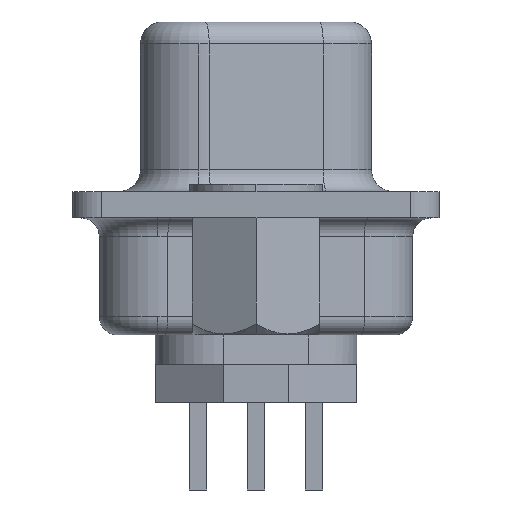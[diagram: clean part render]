
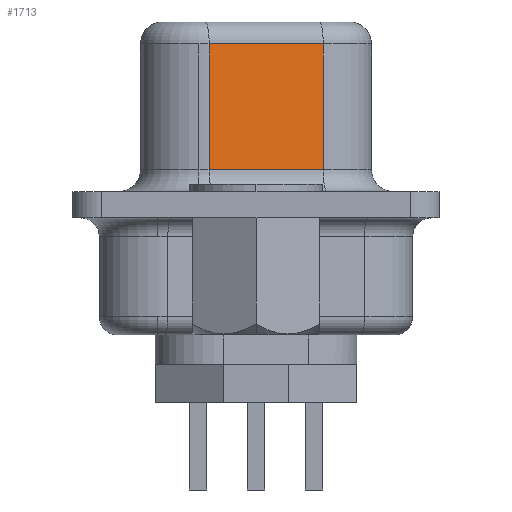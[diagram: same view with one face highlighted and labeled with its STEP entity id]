
A CAD part, left-side view. The second image highlights one B-rep face of the part: STEP entity #1713.
In plain terms, the highlighted planar face has unit normal (-0.985, -0.174, 0).
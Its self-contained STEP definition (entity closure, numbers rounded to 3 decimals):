
#240 = LINE ( 'NONE', #8690, #1212 ) ;
#297 = LINE ( 'NONE', #3249, #745 ) ;
#381 = LINE ( 'NONE', #8876, #1197 ) ;
#427 = VECTOR ( 'NONE', #4747, 1000. ) ;
#745 = VECTOR ( 'NONE', #3252, 1000. ) ;
#1197 = VECTOR ( 'NONE', #8884, 1000. ) ;
#1204 = LINE ( 'NONE', #4796, #427 ) ;
#1212 = VECTOR ( 'NONE', #8671, 1000. ) ;
#1713 = ADVANCED_FACE ( 'NONE', ( #2681 ), #7727, .F. ) ;
#2681 = FACE_OUTER_BOUND ( 'NONE', #5212, .T. ) ;
#3249 = CARTESIAN_POINT ( 'NONE',  ( -8.165, 1.603, 6.25 ) ) ;
#3252 = DIRECTION ( 'NONE',  ( 0., 0., -1. ) ) ;
#4747 = DIRECTION ( 'NONE',  ( 0.174, -0.985, 0. ) ) ;
#4796 = CARTESIAN_POINT ( 'NONE',  ( -7.477, -2.297, 1.2 ) ) ;
#4871 = ORIENTED_EDGE ( 'NONE', *, *, #7978, .T. ) ;
#4938 = ORIENTED_EDGE ( 'NONE', *, *, #10751, .T. ) ;
#4980 = ORIENTED_EDGE ( 'NONE', *, *, #10465, .F. ) ;
#5212 = EDGE_LOOP ( 'NONE', ( #4871, #4938, #4980, #5776 ) ) ;
#5776 = ORIENTED_EDGE ( 'NONE', *, *, #10305, .T. ) ;
#7715 = DIRECTION ( 'NONE',  ( -0.174, 0.985, 0. ) ) ;
#7717 = DIRECTION ( 'NONE',  ( 0.985, 0.174, 0. ) ) ;
#7723 = CARTESIAN_POINT ( 'NONE',  ( -8.165, 1.603, 6.25 ) ) ;
#7727 = PLANE ( 'NONE',  #11106 ) ;
#7978 = EDGE_CURVE ( 'NONE', #10108, #9930, #297, .T. ) ;
#8671 = DIRECTION ( 'NONE',  ( 0., 0., -1. ) ) ;
#8690 = CARTESIAN_POINT ( 'NONE',  ( -7.477, -2.297, 6.25 ) ) ;
#8876 = CARTESIAN_POINT ( 'NONE',  ( -8.165, 1.603, 5.5 ) ) ;
#8884 = DIRECTION ( 'NONE',  ( -0.174, 0.985, 0. ) ) ;
#8939 = CARTESIAN_POINT ( 'NONE',  ( -7.477, -2.297, 1.2 ) ) ;
#9011 = CARTESIAN_POINT ( 'NONE',  ( -8.165, 1.603, 5.5 ) ) ;
#9117 = CARTESIAN_POINT ( 'NONE',  ( -8.165, 1.603, 1.2 ) ) ;
#9155 = CARTESIAN_POINT ( 'NONE',  ( -7.477, -2.297, 5.5 ) ) ;
#9874 = VERTEX_POINT ( 'NONE', #9155 ) ;
#9930 = VERTEX_POINT ( 'NONE', #9117 ) ;
#10108 = VERTEX_POINT ( 'NONE', #9011 ) ;
#10223 = VERTEX_POINT ( 'NONE', #8939 ) ;
#10305 = EDGE_CURVE ( 'NONE', #9874, #10108, #381, .T. ) ;
#10465 = EDGE_CURVE ( 'NONE', #9874, #10223, #240, .T. ) ;
#10751 = EDGE_CURVE ( 'NONE', #9930, #10223, #1204, .T. ) ;
#11106 = AXIS2_PLACEMENT_3D ( 'NONE', #7723, #7717, #7715 ) ;
